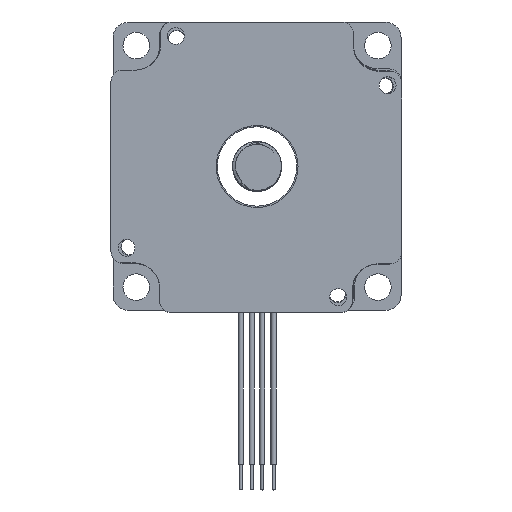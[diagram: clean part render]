
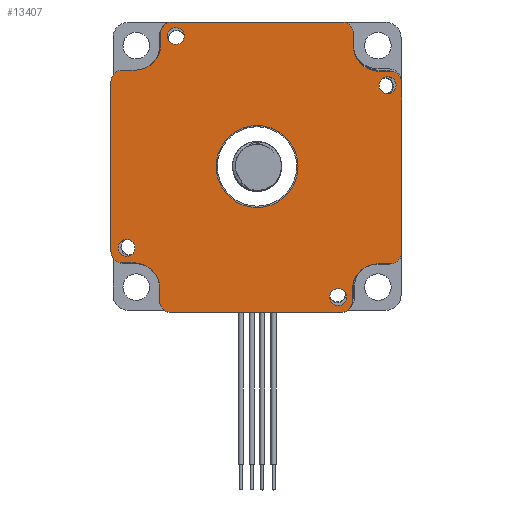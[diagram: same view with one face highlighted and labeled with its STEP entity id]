
A CAD part, top view. The second image highlights one B-rep face of the part: STEP entity #13407.
In plain terms, the highlighted face is planar.
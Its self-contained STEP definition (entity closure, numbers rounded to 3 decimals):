
#1483=LINE('',#23009,#2565);
#1484=LINE('',#23013,#2566);
#1485=LINE('',#23017,#2567);
#1486=LINE('',#23021,#2568);
#1487=LINE('',#23025,#2569);
#1488=LINE('',#23029,#2570);
#1489=LINE('',#23033,#2571);
#1490=LINE('',#23037,#2572);
#1491=LINE('',#23041,#2573);
#1492=LINE('',#23045,#2574);
#1493=LINE('',#23049,#2575);
#1494=LINE('',#23052,#2576);
#2565=VECTOR('',#18955,2.3);
#2566=VECTOR('',#18958,33.);
#2567=VECTOR('',#18961,2.1);
#2568=VECTOR('',#18964,2.417);
#2569=VECTOR('',#18967,33.);
#2570=VECTOR('',#18970,2.217);
#2571=VECTOR('',#18973,2.417);
#2572=VECTOR('',#18976,33.);
#2573=VECTOR('',#18979,2.217);
#2574=VECTOR('',#18982,2.3);
#2575=VECTOR('',#18985,33.);
#2576=VECTOR('',#18988,2.1);
#2759=FACE_BOUND('',#4227,.T.);
#2760=FACE_BOUND('',#4228,.T.);
#2761=FACE_BOUND('',#4229,.T.);
#2762=FACE_BOUND('',#4230,.T.);
#2763=FACE_BOUND('',#4231,.T.);
#3423=FACE_OUTER_BOUND('',#4226,.T.);
#4226=EDGE_LOOP('',(#12113,#12114,#12115,#12116,#12117,#12118,#12119,#12120,
#12121,#12122,#12123,#12124,#12125,#12126,#12127,#12128,#12129,#12130,#12131,
#12132,#12133,#12134,#12135,#12136));
#4227=EDGE_LOOP('',(#12137));
#4228=EDGE_LOOP('',(#12138));
#4229=EDGE_LOOP('',(#12139));
#4230=EDGE_LOOP('',(#12140));
#4231=EDGE_LOOP('',(#12141));
#5150=CIRCLE('',#14932,8.);
#5152=CIRCLE('',#14935,5.);
#5153=CIRCLE('',#14936,2.3);
#5154=CIRCLE('',#14937,2.3);
#5155=CIRCLE('',#14938,5.);
#5156=CIRCLE('',#14939,2.3);
#5157=CIRCLE('',#14940,2.3);
#5158=CIRCLE('',#14941,5.);
#5159=CIRCLE('',#14942,2.3);
#5160=CIRCLE('',#14943,2.3);
#5161=CIRCLE('',#14944,5.);
#5162=CIRCLE('',#14945,2.3);
#5163=CIRCLE('',#14946,2.3);
#5164=CIRCLE('',#14947,1.65);
#5165=CIRCLE('',#14948,1.65);
#5166=CIRCLE('',#14949,1.65);
#5167=CIRCLE('',#14950,1.65);
#6433=VERTEX_POINT('',#23000);
#6435=VERTEX_POINT('',#23005);
#6436=VERTEX_POINT('',#23006);
#6437=VERTEX_POINT('',#23008);
#6438=VERTEX_POINT('',#23010);
#6439=VERTEX_POINT('',#23012);
#6440=VERTEX_POINT('',#23014);
#6441=VERTEX_POINT('',#23016);
#6442=VERTEX_POINT('',#23018);
#6443=VERTEX_POINT('',#23020);
#6444=VERTEX_POINT('',#23022);
#6445=VERTEX_POINT('',#23024);
#6446=VERTEX_POINT('',#23026);
#6447=VERTEX_POINT('',#23028);
#6448=VERTEX_POINT('',#23030);
#6449=VERTEX_POINT('',#23032);
#6450=VERTEX_POINT('',#23034);
#6451=VERTEX_POINT('',#23036);
#6452=VERTEX_POINT('',#23038);
#6453=VERTEX_POINT('',#23040);
#6454=VERTEX_POINT('',#23042);
#6455=VERTEX_POINT('',#23044);
#6456=VERTEX_POINT('',#23046);
#6457=VERTEX_POINT('',#23048);
#6458=VERTEX_POINT('',#23050);
#6459=VERTEX_POINT('',#23053);
#6460=VERTEX_POINT('',#23055);
#6461=VERTEX_POINT('',#23057);
#6462=VERTEX_POINT('',#23059);
#8354=EDGE_CURVE('',#6433,#6433,#5150,.F.);
#8356=EDGE_CURVE('',#6435,#6436,#5152,.T.);
#8357=EDGE_CURVE('',#6437,#6435,#1483,.T.);
#8358=EDGE_CURVE('',#6438,#6437,#5153,.T.);
#8359=EDGE_CURVE('',#6439,#6438,#1484,.T.);
#8360=EDGE_CURVE('',#6440,#6439,#5154,.T.);
#8361=EDGE_CURVE('',#6441,#6440,#1485,.T.);
#8362=EDGE_CURVE('',#6442,#6441,#5155,.T.);
#8363=EDGE_CURVE('',#6443,#6442,#1486,.T.);
#8364=EDGE_CURVE('',#6444,#6443,#5156,.T.);
#8365=EDGE_CURVE('',#6445,#6444,#1487,.T.);
#8366=EDGE_CURVE('',#6446,#6445,#5157,.T.);
#8367=EDGE_CURVE('',#6447,#6446,#1488,.T.);
#8368=EDGE_CURVE('',#6448,#6447,#5158,.T.);
#8369=EDGE_CURVE('',#6449,#6448,#1489,.T.);
#8370=EDGE_CURVE('',#6450,#6449,#5159,.T.);
#8371=EDGE_CURVE('',#6451,#6450,#1490,.T.);
#8372=EDGE_CURVE('',#6452,#6451,#5160,.T.);
#8373=EDGE_CURVE('',#6453,#6452,#1491,.T.);
#8374=EDGE_CURVE('',#6454,#6453,#5161,.T.);
#8375=EDGE_CURVE('',#6455,#6454,#1492,.T.);
#8376=EDGE_CURVE('',#6456,#6455,#5162,.T.);
#8377=EDGE_CURVE('',#6457,#6456,#1493,.T.);
#8378=EDGE_CURVE('',#6458,#6457,#5163,.T.);
#8379=EDGE_CURVE('',#6436,#6458,#1494,.T.);
#8380=EDGE_CURVE('',#6459,#6459,#5164,.T.);
#8381=EDGE_CURVE('',#6460,#6460,#5165,.T.);
#8382=EDGE_CURVE('',#6461,#6461,#5166,.T.);
#8383=EDGE_CURVE('',#6462,#6462,#5167,.T.);
#12113=ORIENTED_EDGE('',*,*,#8356,.F.);
#12114=ORIENTED_EDGE('',*,*,#8357,.F.);
#12115=ORIENTED_EDGE('',*,*,#8358,.F.);
#12116=ORIENTED_EDGE('',*,*,#8359,.F.);
#12117=ORIENTED_EDGE('',*,*,#8360,.F.);
#12118=ORIENTED_EDGE('',*,*,#8361,.F.);
#12119=ORIENTED_EDGE('',*,*,#8362,.F.);
#12120=ORIENTED_EDGE('',*,*,#8363,.F.);
#12121=ORIENTED_EDGE('',*,*,#8364,.F.);
#12122=ORIENTED_EDGE('',*,*,#8365,.F.);
#12123=ORIENTED_EDGE('',*,*,#8366,.F.);
#12124=ORIENTED_EDGE('',*,*,#8367,.F.);
#12125=ORIENTED_EDGE('',*,*,#8368,.F.);
#12126=ORIENTED_EDGE('',*,*,#8369,.F.);
#12127=ORIENTED_EDGE('',*,*,#8370,.F.);
#12128=ORIENTED_EDGE('',*,*,#8371,.F.);
#12129=ORIENTED_EDGE('',*,*,#8372,.F.);
#12130=ORIENTED_EDGE('',*,*,#8373,.F.);
#12131=ORIENTED_EDGE('',*,*,#8374,.F.);
#12132=ORIENTED_EDGE('',*,*,#8375,.F.);
#12133=ORIENTED_EDGE('',*,*,#8376,.F.);
#12134=ORIENTED_EDGE('',*,*,#8377,.F.);
#12135=ORIENTED_EDGE('',*,*,#8378,.F.);
#12136=ORIENTED_EDGE('',*,*,#8379,.F.);
#12137=ORIENTED_EDGE('',*,*,#8380,.T.);
#12138=ORIENTED_EDGE('',*,*,#8381,.T.);
#12139=ORIENTED_EDGE('',*,*,#8382,.T.);
#12140=ORIENTED_EDGE('',*,*,#8383,.T.);
#12141=ORIENTED_EDGE('',*,*,#8354,.F.);
#12738=PLANE('',#14934);
#13407=ADVANCED_FACE('',(#3423,#2759,#2760,#2761,#2762,#2763),#12738,.F.);
#14932=AXIS2_PLACEMENT_3D('',#23001,#18947,#18948);
#14934=AXIS2_PLACEMENT_3D('',#23004,#18951,#18952);
#14935=AXIS2_PLACEMENT_3D('',#23007,#18953,#18954);
#14936=AXIS2_PLACEMENT_3D('',#23011,#18956,#18957);
#14937=AXIS2_PLACEMENT_3D('',#23015,#18959,#18960);
#14938=AXIS2_PLACEMENT_3D('',#23019,#18962,#18963);
#14939=AXIS2_PLACEMENT_3D('',#23023,#18965,#18966);
#14940=AXIS2_PLACEMENT_3D('',#23027,#18968,#18969);
#14941=AXIS2_PLACEMENT_3D('',#23031,#18971,#18972);
#14942=AXIS2_PLACEMENT_3D('',#23035,#18974,#18975);
#14943=AXIS2_PLACEMENT_3D('',#23039,#18977,#18978);
#14944=AXIS2_PLACEMENT_3D('',#23043,#18980,#18981);
#14945=AXIS2_PLACEMENT_3D('',#23047,#18983,#18984);
#14946=AXIS2_PLACEMENT_3D('',#23051,#18986,#18987);
#14947=AXIS2_PLACEMENT_3D('',#23054,#18989,#18990);
#14948=AXIS2_PLACEMENT_3D('',#23056,#18991,#18992);
#14949=AXIS2_PLACEMENT_3D('',#23058,#18993,#18994);
#14950=AXIS2_PLACEMENT_3D('',#23060,#18995,#18996);
#18947=DIRECTION('center_axis',(0.,1.,0.));
#18948=DIRECTION('ref_axis',(0.,0.,1.));
#18951=DIRECTION('center_axis',(0.,1.,0.));
#18952=DIRECTION('ref_axis',(0.,0.,1.));
#18953=DIRECTION('center_axis',(0.,-1.,0.));
#18954=DIRECTION('ref_axis',(0.,0.,1.));
#18955=DIRECTION('',(0.,0.,1.));
#18956=DIRECTION('center_axis',(0.,1.,0.));
#18957=DIRECTION('ref_axis',(0.,0.,-1.));
#18958=DIRECTION('',(-1.,0.,0.));
#18959=DIRECTION('center_axis',(0.,1.,0.));
#18960=DIRECTION('ref_axis',(0.,0.,1.));
#18961=DIRECTION('',(0.,0.,-1.));
#18962=DIRECTION('center_axis',(0.,-1.,0.));
#18963=DIRECTION('ref_axis',(0.,0.,-1.));
#18964=DIRECTION('',(-1.,0.,0.));
#18965=DIRECTION('center_axis',(0.,1.,0.));
#18966=DIRECTION('ref_axis',(0.,0.,1.));
#18967=DIRECTION('',(0.,0.,-1.));
#18968=DIRECTION('center_axis',(0.,1.,0.));
#18969=DIRECTION('ref_axis',(0.,0.,1.));
#18970=DIRECTION('',(1.,0.,0.));
#18971=DIRECTION('center_axis',(0.,-1.,0.));
#18972=DIRECTION('ref_axis',(0.,0.,-1.));
#18973=DIRECTION('',(0.,0.,-1.));
#18974=DIRECTION('center_axis',(0.,1.,0.));
#18975=DIRECTION('ref_axis',(0.,0.,1.));
#18976=DIRECTION('',(1.,0.,0.));
#18977=DIRECTION('center_axis',(0.,1.,0.));
#18978=DIRECTION('ref_axis',(0.,0.,1.));
#18979=DIRECTION('',(0.,0.,1.));
#18980=DIRECTION('center_axis',(0.,-1.,0.));
#18981=DIRECTION('ref_axis',(0.,0.,1.));
#18982=DIRECTION('',(1.,0.,0.));
#18983=DIRECTION('center_axis',(0.,1.,0.));
#18984=DIRECTION('ref_axis',(0.,0.,1.));
#18985=DIRECTION('',(0.,0.,1.));
#18986=DIRECTION('center_axis',(0.,1.,0.));
#18987=DIRECTION('ref_axis',(0.,0.,1.));
#18988=DIRECTION('',(-1.,0.,0.));
#18989=DIRECTION('center_axis',(0.,1.,0.));
#18990=DIRECTION('ref_axis',(0.,0.,1.));
#18991=DIRECTION('center_axis',(0.,1.,0.));
#18992=DIRECTION('ref_axis',(0.,0.,1.));
#18993=DIRECTION('center_axis',(0.,1.,0.));
#18994=DIRECTION('ref_axis',(0.,0.,1.));
#18995=DIRECTION('center_axis',(0.,1.,0.));
#18996=DIRECTION('ref_axis',(0.,0.,1.));
#23000=CARTESIAN_POINT('',(0.,0.,8.));
#23001=CARTESIAN_POINT('Origin',(0.,0.,0.));
#23004=CARTESIAN_POINT('Origin',(-23.8,0.,-23.6));
#23005=CARTESIAN_POINT('',(-18.8,0.,-23.6));
#23006=CARTESIAN_POINT('',(-23.8,0.,-18.6));
#23007=CARTESIAN_POINT('Origin',(-23.8,0.,-23.6));
#23008=CARTESIAN_POINT('',(-18.8,0.,-25.9));
#23009=CARTESIAN_POINT('',(-18.8,0.,-25.9));
#23010=CARTESIAN_POINT('',(-16.5,0.,-28.2));
#23011=CARTESIAN_POINT('Origin',(-16.5,0.,-25.9));
#23012=CARTESIAN_POINT('',(16.5,0.,-28.2));
#23013=CARTESIAN_POINT('',(16.5,0.,-28.2));
#23014=CARTESIAN_POINT('',(18.8,0.,-25.9));
#23015=CARTESIAN_POINT('Origin',(16.5,0.,-25.9));
#23016=CARTESIAN_POINT('',(18.8,0.,-23.8));
#23017=CARTESIAN_POINT('',(18.8,0.,-23.8));
#23018=CARTESIAN_POINT('',(23.8,0.,-18.8));
#23019=CARTESIAN_POINT('Origin',(23.8,0.,-23.8));
#23020=CARTESIAN_POINT('',(26.217,0.,-18.8));
#23021=CARTESIAN_POINT('',(26.217,0.,-18.8));
#23022=CARTESIAN_POINT('',(28.517,0.,-16.5));
#23023=CARTESIAN_POINT('Origin',(26.217,0.,-16.5));
#23024=CARTESIAN_POINT('',(28.517,0.,16.5));
#23025=CARTESIAN_POINT('',(28.517,0.,16.5));
#23026=CARTESIAN_POINT('',(26.217,0.,18.8));
#23027=CARTESIAN_POINT('Origin',(26.217,0.,16.5));
#23028=CARTESIAN_POINT('',(24.,0.,18.8));
#23029=CARTESIAN_POINT('',(24.,0.,18.8));
#23030=CARTESIAN_POINT('',(19.,0.,23.8));
#23031=CARTESIAN_POINT('Origin',(24.,0.,23.8));
#23032=CARTESIAN_POINT('',(19.,0.,26.217));
#23033=CARTESIAN_POINT('',(19.,0.,26.217));
#23034=CARTESIAN_POINT('',(16.7,0.,28.517));
#23035=CARTESIAN_POINT('Origin',(16.7,0.,26.217));
#23036=CARTESIAN_POINT('',(-16.3,0.,28.517));
#23037=CARTESIAN_POINT('',(-16.3,0.,28.517));
#23038=CARTESIAN_POINT('',(-18.6,0.,26.217));
#23039=CARTESIAN_POINT('Origin',(-16.3,0.,26.217));
#23040=CARTESIAN_POINT('',(-18.6,0.,24.));
#23041=CARTESIAN_POINT('',(-18.6,0.,24.));
#23042=CARTESIAN_POINT('',(-23.6,0.,19.));
#23043=CARTESIAN_POINT('Origin',(-23.6,0.,24.));
#23044=CARTESIAN_POINT('',(-25.9,0.,19.));
#23045=CARTESIAN_POINT('',(-25.9,0.,19.));
#23046=CARTESIAN_POINT('',(-28.2,0.,16.7));
#23047=CARTESIAN_POINT('Origin',(-25.9,0.,16.7));
#23048=CARTESIAN_POINT('',(-28.2,0.,-16.3));
#23049=CARTESIAN_POINT('',(-28.2,0.,-16.3));
#23050=CARTESIAN_POINT('',(-25.9,0.,-18.6));
#23051=CARTESIAN_POINT('Origin',(-25.9,0.,-16.3));
#23052=CARTESIAN_POINT('',(-23.8,0.,-18.6));
#23053=CARTESIAN_POINT('',(15.853,0.,-23.819));
#23054=CARTESIAN_POINT('Origin',(15.853,0.,-25.469));
#23055=CARTESIAN_POINT('',(25.469,0.,17.503));
#23056=CARTESIAN_POINT('Origin',(25.469,0.,15.853));
#23057=CARTESIAN_POINT('',(-15.853,0.,27.119));
#23058=CARTESIAN_POINT('Origin',(-15.853,0.,25.469));
#23059=CARTESIAN_POINT('',(-25.469,0.,-14.203));
#23060=CARTESIAN_POINT('Origin',(-25.469,0.,-15.853));
